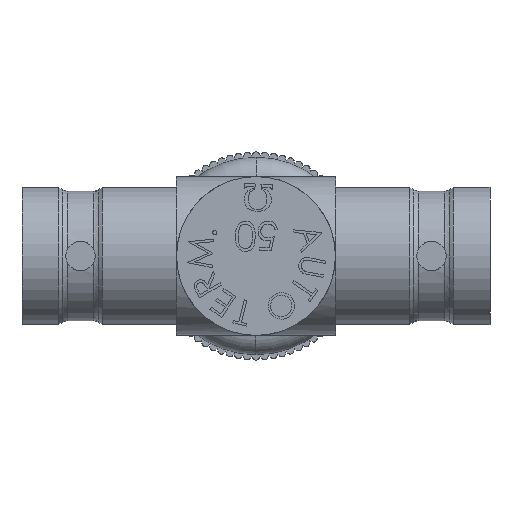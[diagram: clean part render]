
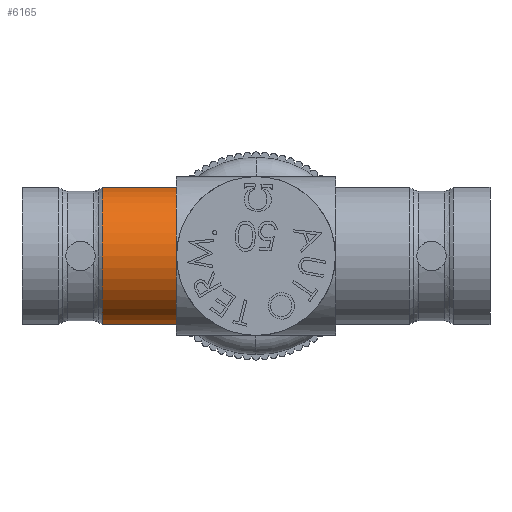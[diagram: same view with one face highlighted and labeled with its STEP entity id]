
A CAD part, left-side view. The second image highlights one B-rep face of the part: STEP entity #6165.
In plain terms, the highlighted cylindrical face has radius 4.763 mm (diameter 9.525 mm), a partial arc.
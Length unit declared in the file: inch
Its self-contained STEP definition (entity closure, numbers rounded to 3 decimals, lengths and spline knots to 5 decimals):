
#5374 = VERTEX_POINT ( 'NONE', #16280 ) ;
#5377 = VERTEX_POINT ( 'NONE', #16274 ) ;
#5614 = EDGE_CURVE ( 'NONE', #5374, #5615, #17067, .T. ) ;
#5615 = VERTEX_POINT ( 'NONE', #16955 ) ;
#5618 = VERTEX_POINT ( 'NONE', #16949 ) ;
#5620 = EDGE_CURVE ( 'NONE', #5377, #5618, #16948, .T. ) ;
#6165 = ADVANCED_FACE ( 'NONE', ( #19193 ), #19423, .T. ) ;
#6166 = EDGE_LOOP ( 'NONE', ( #6167, #6168, #6170, #6171 ) ) ;
#6167 = ORIENTED_EDGE ( 'NONE', *, *, #5614, .F. ) ;
#6168 = ORIENTED_EDGE ( 'NONE', *, *, #6169, .T. ) ;
#6169 = EDGE_CURVE ( 'NONE', #5374, #5377, #19415, .T. ) ;
#6170 = ORIENTED_EDGE ( 'NONE', *, *, #5620, .T. ) ;
#6171 = ORIENTED_EDGE ( 'NONE', *, *, #6172, .T. ) ;
#6172 = EDGE_CURVE ( 'NONE', #5618, #5615, #19411, .T. ) ;
#16274 = CARTESIAN_POINT ( 'NONE',  ( 0., 0.42, -0.1875 ) ) ;
#16280 = CARTESIAN_POINT ( 'NONE',  ( 0., 0.42, 0.1875 ) ) ;
#16945 = DIRECTION ( 'NONE',  ( 0., -1., 0. ) ) ;
#16946 = VECTOR ( 'NONE', #16945, 39.37008 ) ;
#16947 = CARTESIAN_POINT ( 'NONE',  ( 0., 0.64, -0.1875 ) ) ;
#16948 = LINE ( 'NONE', #16947, #16946 ) ;
#16949 = CARTESIAN_POINT ( 'NONE',  ( 0., 0.2175, -0.1875 ) ) ;
#16955 = CARTESIAN_POINT ( 'NONE',  ( 0., 0.2175, 0.1875 ) ) ;
#16956 = DIRECTION ( 'NONE',  ( 0., -1., 0. ) ) ;
#16957 = VECTOR ( 'NONE', #16956, 39.37008 ) ;
#16958 = CARTESIAN_POINT ( 'NONE',  ( 0., 0.64, 0.1875 ) ) ;
#17067 = LINE ( 'NONE', #16958, #16957 ) ;
#19193 = FACE_OUTER_BOUND ( 'NONE', #6166, .T. ) ;
#19196 = CARTESIAN_POINT ( 'NONE',  ( 0., 0.64, 0. ) ) ;
#19407 = DIRECTION ( 'NONE',  ( 0., 0., 1. ) ) ;
#19408 = DIRECTION ( 'NONE',  ( 0., 1., 0. ) ) ;
#19409 = CARTESIAN_POINT ( 'NONE',  ( 0., 0.2175, 0. ) ) ;
#19410 = AXIS2_PLACEMENT_3D ( 'NONE', #19409, #19408, #19407 ) ;
#19411 = CIRCLE ( 'NONE', #19410, 0.1875 ) ;
#19412 = DIRECTION ( 'NONE',  ( 0., 0., -1. ) ) ;
#19413 = DIRECTION ( 'NONE',  ( 0., -1., 0. ) ) ;
#19414 = AXIS2_PLACEMENT_3D ( 'NONE', #19422, #19413, #19412 ) ;
#19415 = CIRCLE ( 'NONE', #19414, 0.1875 ) ;
#19419 = DIRECTION ( 'NONE',  ( 0., 0., -1. ) ) ;
#19420 = DIRECTION ( 'NONE',  ( 0., -1., 0. ) ) ;
#19421 = AXIS2_PLACEMENT_3D ( 'NONE', #19196, #19420, #19419 ) ;
#19422 = CARTESIAN_POINT ( 'NONE',  ( 0., 0.42, 0. ) ) ;
#19423 = CYLINDRICAL_SURFACE ( 'NONE', #19421, 0.1875 ) ;
